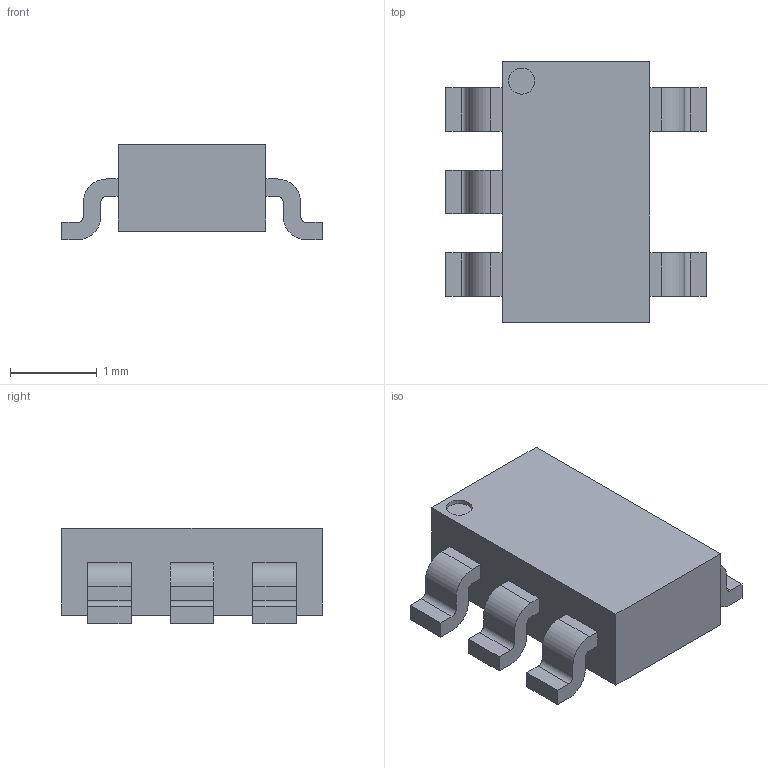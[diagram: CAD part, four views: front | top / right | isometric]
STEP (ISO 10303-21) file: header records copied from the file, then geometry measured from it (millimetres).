
FILE_DESCRIPTION(/* description */ (''),/* implementation_level */ '2;1');
FILE_NAME(/* name */ 'sot23_1610691304714.stp',/* time_stamp */ '2021-01-15T06:15:08+00:00',/* author */ (''),/* organization */ (''),/* preprocessor_version */ 'ST-DEVELOPER v18.1',/* originating_system */ 'ASM',/* authorisation */ '');
FILE_SCHEMA (('AUTOMOTIVE_DESIGN { 1 0 10303 214 3 1 1 }'));
Length unit declared in the file: millimetre
Products named in the file (1): sot23_1610691304714
Bounding box: 3 x 3 x 1.1 mm (x, y, z)
Volume: 5.6 mm3; surface area: 26.7 mm2
Topology: 1 solids, 1 shells, 73 faces, 195 edges, 130 vertices
Faces by surface type: plane 52, cylinder 21
Full cylindrical faces by diameter (mm): 0.3 x1
Entity records: 2380 total; most frequent: CARTESIAN_POINT 399, ORIENTED_EDGE 390, DIRECTION 385, EDGE_CURVE 195, LINE 153, VECTOR 153, VERTEX_POINT 130, AXIS2_PLACEMENT_3D 116
